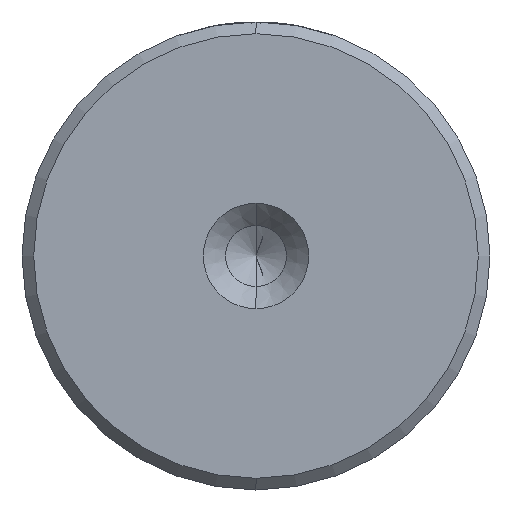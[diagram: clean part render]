
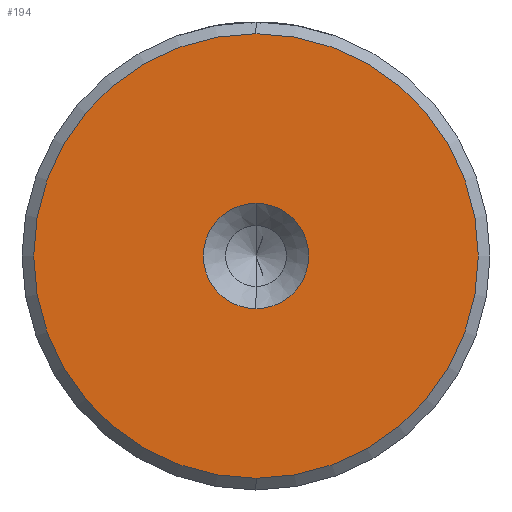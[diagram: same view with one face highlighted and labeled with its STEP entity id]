
A CAD part, left-side view. The second image highlights one B-rep face of the part: STEP entity #194.
In plain terms, the highlighted planar face has unit normal (-1, 0, 0).
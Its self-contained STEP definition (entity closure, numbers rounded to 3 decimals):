
#44 = AXIS2_PLACEMENT_3D ( 'NONE', #405, #2039, #2007 ) ;
#69 = CARTESIAN_POINT ( 'NONE',  ( 0., 0., -2.25 ) ) ;
#194 = ADVANCED_FACE ( 'NONE', ( #1444, #1505 ), #2192, .T. ) ;
#310 = CARTESIAN_POINT ( 'NONE',  ( 0., 0., 2.25 ) ) ;
#316 = EDGE_CURVE ( 'NONE', #1860, #1932, #406, .T. ) ;
#328 = EDGE_LOOP ( 'NONE', ( #2326, #2193 ) ) ;
#332 = EDGE_CURVE ( 'NONE', #1932, #1860, #1277, .T. ) ;
#334 = ORIENTED_EDGE ( 'NONE', *, *, #1806, .F. ) ;
#405 = CARTESIAN_POINT ( 'NONE',  ( 0., 0., 0. ) ) ;
#406 = CIRCLE ( 'NONE', #455, 9.5 ) ;
#439 = CIRCLE ( 'NONE', #1222, 2.25 ) ;
#455 = AXIS2_PLACEMENT_3D ( 'NONE', #784, #767, #761 ) ;
#507 = CARTESIAN_POINT ( 'NONE',  ( 0., 0., 0. ) ) ;
#689 = DIRECTION ( 'NONE',  ( 0., 0., 1. ) ) ;
#724 = DIRECTION ( 'NONE',  ( 0., 0., 1. ) ) ;
#729 = DIRECTION ( 'NONE',  ( -1., 0., 0. ) ) ;
#731 = CARTESIAN_POINT ( 'NONE',  ( 0., 0., 9.5 ) ) ;
#738 = CARTESIAN_POINT ( 'NONE',  ( 0., 0., 0. ) ) ;
#761 = DIRECTION ( 'NONE',  ( 0., 0., 1. ) ) ;
#767 = DIRECTION ( 'NONE',  ( -1., 0., 0. ) ) ;
#784 = CARTESIAN_POINT ( 'NONE',  ( 0., 0., 0. ) ) ;
#883 = VERTEX_POINT ( 'NONE', #310 ) ;
#1040 = DIRECTION ( 'NONE',  ( -1., 0., 0. ) ) ;
#1060 = AXIS2_PLACEMENT_3D ( 'NONE', #738, #729, #724 ) ;
#1222 = AXIS2_PLACEMENT_3D ( 'NONE', #2149, #1040, #2333 ) ;
#1246 = CARTESIAN_POINT ( 'NONE',  ( 0., 0., -9.5 ) ) ;
#1264 = ORIENTED_EDGE ( 'NONE', *, *, #1569, .F. ) ;
#1277 = CIRCLE ( 'NONE', #1060, 9.5 ) ;
#1311 = AXIS2_PLACEMENT_3D ( 'NONE', #507, #1793, #689 ) ;
#1380 = VERTEX_POINT ( 'NONE', #69 ) ;
#1444 = FACE_OUTER_BOUND ( 'NONE', #328, .T. ) ;
#1505 = FACE_BOUND ( 'NONE', #1722, .T. ) ;
#1510 = CIRCLE ( 'NONE', #1311, 2.25 ) ;
#1569 = EDGE_CURVE ( 'NONE', #883, #1380, #439, .T. ) ;
#1722 = EDGE_LOOP ( 'NONE', ( #1264, #334 ) ) ;
#1793 = DIRECTION ( 'NONE',  ( -1., 0., 0. ) ) ;
#1806 = EDGE_CURVE ( 'NONE', #1380, #883, #1510, .T. ) ;
#1860 = VERTEX_POINT ( 'NONE', #1246 ) ;
#1932 = VERTEX_POINT ( 'NONE', #731 ) ;
#2007 = DIRECTION ( 'NONE',  ( 0., 0., 1. ) ) ;
#2039 = DIRECTION ( 'NONE',  ( -1., 0., 0. ) ) ;
#2149 = CARTESIAN_POINT ( 'NONE',  ( 0., 0., 0. ) ) ;
#2192 = PLANE ( 'NONE',  #44 ) ;
#2193 = ORIENTED_EDGE ( 'NONE', *, *, #332, .T. ) ;
#2326 = ORIENTED_EDGE ( 'NONE', *, *, #316, .T. ) ;
#2333 = DIRECTION ( 'NONE',  ( 0., 0., 1. ) ) ;
